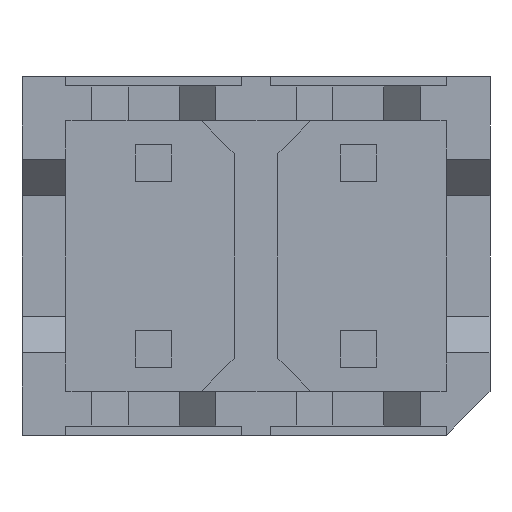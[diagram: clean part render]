
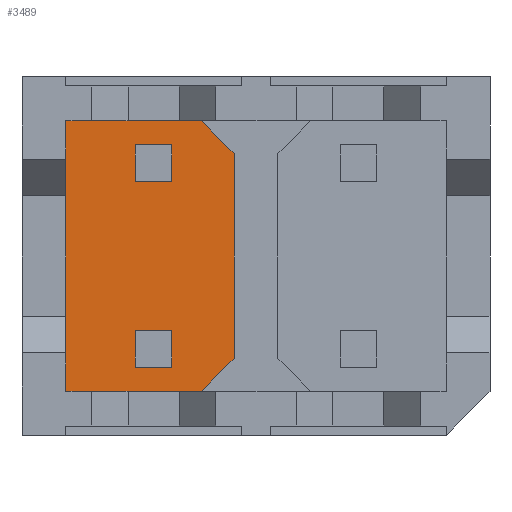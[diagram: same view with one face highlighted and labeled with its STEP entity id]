
A CAD part, front view. The second image highlights one B-rep face of the part: STEP entity #3489.
In plain terms, the highlighted planar face has unit normal (0, -1, 0).
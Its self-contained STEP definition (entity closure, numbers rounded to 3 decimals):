
#22 = CARTESIAN_POINT ( 'NONE',  ( -0.75, 0.5, 1.85 ) ) ;
#153 = VERTEX_POINT ( 'NONE', #2247 ) ;
#219 = DIRECTION ( 'NONE',  ( 0., -1., 0. ) ) ;
#490 = PLANE ( 'NONE',  #1099 ) ;
#530 = LINE ( 'NONE', #604, #1755 ) ;
#604 = CARTESIAN_POINT ( 'NONE',  ( -0.75, 0.5, -1.85 ) ) ;
#808 = DIRECTION ( 'NONE',  ( 1., 0., 0. ) ) ;
#882 = LINE ( 'NONE', #3711, #2806 ) ;
#926 = EDGE_CURVE ( 'NONE', #3509, #2619, #530, .T. ) ;
#1036 = VERTEX_POINT ( 'NONE', #1701 ) ;
#1099 = AXIS2_PLACEMENT_3D ( 'NONE', #4472, #219, #808 ) ;
#1341 = ORIENTED_EDGE ( 'NONE', *, *, #4404, .T. ) ;
#1505 = ORIENTED_EDGE ( 'NONE', *, *, #3708, .T. ) ;
#1556 = DIRECTION ( 'NONE',  ( -1., 0., 0. ) ) ;
#1581 = LINE ( 'NONE', #2978, #4376 ) ;
#1701 = CARTESIAN_POINT ( 'NONE',  ( -2.6, 0.5, -1.85 ) ) ;
#1712 = CARTESIAN_POINT ( 'NONE',  ( -0.3, 0.5, 1.4 ) ) ;
#1742 = CARTESIAN_POINT ( 'NONE',  ( -0.75, 0.5, -1.85 ) ) ;
#1755 = VECTOR ( 'NONE', #2663, 1000. ) ;
#2015 = DIRECTION ( 'NONE',  ( 0., 0., -1. ) ) ;
#2107 = LINE ( 'NONE', #1712, #4450 ) ;
#2182 = CARTESIAN_POINT ( 'NONE',  ( -0.3, 0.5, -1.4 ) ) ;
#2239 = ORIENTED_EDGE ( 'NONE', *, *, #4103, .T. ) ;
#2247 = CARTESIAN_POINT ( 'NONE',  ( -0.75, 0.5, 1.85 ) ) ;
#2290 = ORIENTED_EDGE ( 'NONE', *, *, #3875, .T. ) ;
#2313 = LINE ( 'NONE', #3731, #3262 ) ;
#2343 = ORIENTED_EDGE ( 'NONE', *, *, #4290, .T. ) ;
#2495 = DIRECTION ( 'NONE',  ( -0.707, 0., 0.707 ) ) ;
#2619 = VERTEX_POINT ( 'NONE', #2182 ) ;
#2663 = DIRECTION ( 'NONE',  ( 0.707, 0., 0.707 ) ) ;
#2723 = VECTOR ( 'NONE', #2495, 1000. ) ;
#2803 = ORIENTED_EDGE ( 'NONE', *, *, #926, .T. ) ;
#2806 = VECTOR ( 'NONE', #1556, 1000. ) ;
#2819 = VERTEX_POINT ( 'NONE', #3270 ) ;
#2978 = CARTESIAN_POINT ( 'NONE',  ( -2.6, 0.5, -1.85 ) ) ;
#3185 = DIRECTION ( 'NONE',  ( 0., 0., 1. ) ) ;
#3191 = LINE ( 'NONE', #22, #2723 ) ;
#3262 = VECTOR ( 'NONE', #2015, 1000. ) ;
#3270 = CARTESIAN_POINT ( 'NONE',  ( -0.3, 0.5, 1.4 ) ) ;
#3341 = EDGE_LOOP ( 'NONE', ( #2343, #2290, #2803, #1341, #1505, #2239 ) ) ;
#3359 = VERTEX_POINT ( 'NONE', #4143 ) ;
#3489 = ADVANCED_FACE ( 'NONE', ( #3678 ), #490, .T. ) ;
#3509 = VERTEX_POINT ( 'NONE', #1742 ) ;
#3634 = DIRECTION ( 'NONE',  ( 1., 0., 0. ) ) ;
#3678 = FACE_OUTER_BOUND ( 'NONE', #3341, .T. ) ;
#3708 = EDGE_CURVE ( 'NONE', #2819, #153, #3191, .T. ) ;
#3711 = CARTESIAN_POINT ( 'NONE',  ( -2.6, 0.5, 1.85 ) ) ;
#3731 = CARTESIAN_POINT ( 'NONE',  ( -2.6, 0.5, 1.85 ) ) ;
#3875 = EDGE_CURVE ( 'NONE', #1036, #3509, #1581, .T. ) ;
#4103 = EDGE_CURVE ( 'NONE', #153, #3359, #882, .T. ) ;
#4143 = CARTESIAN_POINT ( 'NONE',  ( -2.6, 0.5, 1.85 ) ) ;
#4290 = EDGE_CURVE ( 'NONE', #3359, #1036, #2313, .T. ) ;
#4376 = VECTOR ( 'NONE', #3634, 1000. ) ;
#4404 = EDGE_CURVE ( 'NONE', #2619, #2819, #2107, .T. ) ;
#4450 = VECTOR ( 'NONE', #3185, 1000. ) ;
#4472 = CARTESIAN_POINT ( 'NONE',  ( 0., 0.5, 0. ) ) ;
